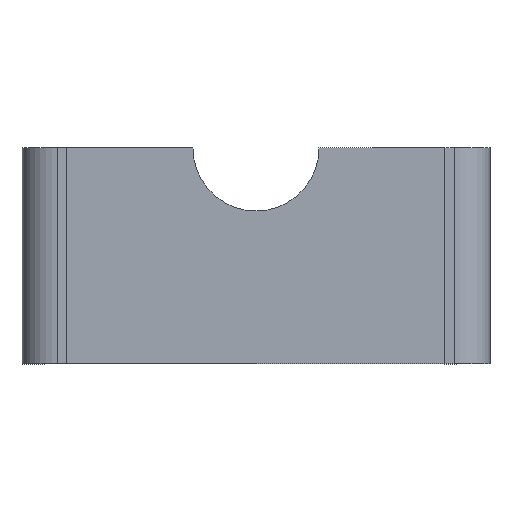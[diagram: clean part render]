
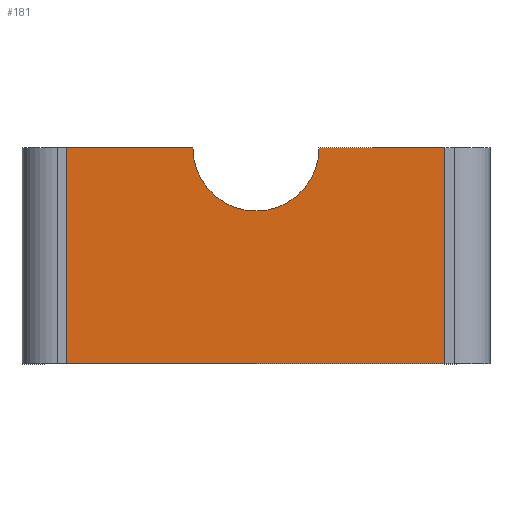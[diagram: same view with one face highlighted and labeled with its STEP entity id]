
A CAD part, left-side view. The second image highlights one B-rep face of the part: STEP entity #181.
In plain terms, the highlighted planar face has unit normal (-1, 0, 0).
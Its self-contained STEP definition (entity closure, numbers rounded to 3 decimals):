
#22 = VERTEX_POINT('',#23);
#23 = CARTESIAN_POINT('',(-13.5,-9.5,12.));
#31 = EDGE_CURVE('',#32,#22,#34,.T.);
#32 = VERTEX_POINT('',#33);
#33 = CARTESIAN_POINT('',(-13.5,-9.5,0.));
#34 = LINE('',#35,#36);
#35 = CARTESIAN_POINT('',(-13.5,-9.5,0.));
#36 = VECTOR('',#37,1.);
#37 = DIRECTION('',(0.,0.,1.));
#181 = ADVANCED_FACE('',(#182),#224,.F.);
#182 = FACE_BOUND('',#183,.F.);
#183 = EDGE_LOOP('',(#184,#194,#202,#208,#209,#217));
#184 = ORIENTED_EDGE('',*,*,#185,.F.);
#185 = EDGE_CURVE('',#186,#188,#190,.T.);
#186 = VERTEX_POINT('',#187);
#187 = CARTESIAN_POINT('',(-13.5,-30.5,12.));
#188 = VERTEX_POINT('',#189);
#189 = CARTESIAN_POINT('',(-13.5,-23.5,12.));
#190 = LINE('',#191,#192);
#191 = CARTESIAN_POINT('',(-13.5,-30.5,12.));
#192 = VECTOR('',#193,1.);
#193 = DIRECTION('',(0.,1.,0.));
#194 = ORIENTED_EDGE('',*,*,#195,.F.);
#195 = EDGE_CURVE('',#196,#186,#198,.T.);
#196 = VERTEX_POINT('',#197);
#197 = CARTESIAN_POINT('',(-13.5,-30.5,0.));
#198 = LINE('',#199,#200);
#199 = CARTESIAN_POINT('',(-13.5,-30.5,0.));
#200 = VECTOR('',#201,1.);
#201 = DIRECTION('',(0.,0.,1.));
#202 = ORIENTED_EDGE('',*,*,#203,.T.);
#203 = EDGE_CURVE('',#196,#32,#204,.T.);
#204 = LINE('',#205,#206);
#205 = CARTESIAN_POINT('',(-13.5,-30.5,0.));
#206 = VECTOR('',#207,1.);
#207 = DIRECTION('',(0.,1.,0.));
#208 = ORIENTED_EDGE('',*,*,#31,.T.);
#209 = ORIENTED_EDGE('',*,*,#210,.F.);
#210 = EDGE_CURVE('',#211,#22,#213,.T.);
#211 = VERTEX_POINT('',#212);
#212 = CARTESIAN_POINT('',(-13.5,-16.5,12.));
#213 = LINE('',#214,#215);
#214 = CARTESIAN_POINT('',(-13.5,-30.5,12.));
#215 = VECTOR('',#216,1.);
#216 = DIRECTION('',(0.,1.,0.));
#217 = ORIENTED_EDGE('',*,*,#218,.T.);
#218 = EDGE_CURVE('',#211,#188,#219,.T.);
#219 = CIRCLE('',#220,3.5);
#220 = AXIS2_PLACEMENT_3D('',#221,#222,#223);
#221 = CARTESIAN_POINT('',(-13.5,-20.,12.));
#222 = DIRECTION('',(-1.,0.,0.));
#223 = DIRECTION('',(0.,0.,1.));
#224 = PLANE('',#225);
#225 = AXIS2_PLACEMENT_3D('',#226,#227,#228);
#226 = CARTESIAN_POINT('',(-13.5,-30.5,0.));
#227 = DIRECTION('',(1.,0.,0.));
#228 = DIRECTION('',(0.,0.,1.));
